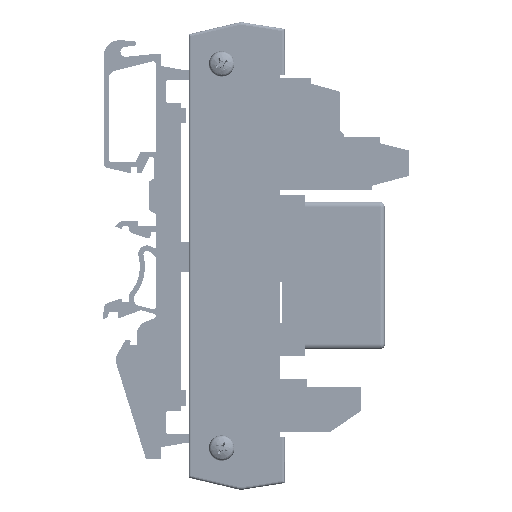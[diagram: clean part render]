
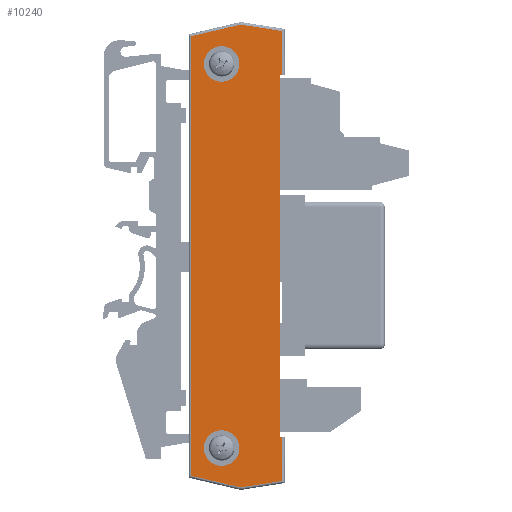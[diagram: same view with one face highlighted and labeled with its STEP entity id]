
A CAD part, left-side view. The second image highlights one B-rep face of the part: STEP entity #10240.
In plain terms, the highlighted face is planar.
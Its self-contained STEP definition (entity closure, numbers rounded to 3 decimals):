
#9779=CARTESIAN_POINT('',(-16.628,6.238,5.0));
#9780=VERTEX_POINT('',#9779);
#9787=CARTESIAN_POINT('',(54.672,6.238,5.0));
#9788=VERTEX_POINT('',#9787);
#9789=CARTESIAN_POINT('',(54.672,6.238,5.0));
#9790=DIRECTION('',(-1.0,0.0,0.0));
#9791=VECTOR('',#9790,71.3);
#9792=LINE('',#9789,#9791);
#9793=EDGE_CURVE('',#9788,#9780,#9792,.T.);
#10036=CARTESIAN_POINT('',(60.272,-5.162,5.0));
#10037=VERTEX_POINT('',#10036);
#10038=CARTESIAN_POINT('',(56.772,-5.162,5.0));
#10039=DIRECTION('',(0.0,0.0,-1.0));
#10040=DIRECTION('',(-1.0,0.0,0.0));
#10041=AXIS2_PLACEMENT_3D('',#10038,#10039,#10040);
#10042=CIRCLE('',#10041,3.5);
#10043=EDGE_CURVE('',#10037,#10037,#10042,.T.);
#10076=CARTESIAN_POINT('',(-15.228,-5.162,5.0));
#10077=VERTEX_POINT('',#10076);
#10078=CARTESIAN_POINT('',(-18.728,-5.162,5.0));
#10079=DIRECTION('',(0.0,0.0,-1.0));
#10080=DIRECTION('',(-1.0,0.0,0.0));
#10081=AXIS2_PLACEMENT_3D('',#10078,#10079,#10080);
#10082=CIRCLE('',#10081,3.5);
#10083=EDGE_CURVE('',#10077,#10077,#10082,.T.);
#10117=CARTESIAN_POINT('',(54.672,6.738,5.0));
#10118=VERTEX_POINT('',#10117);
#10119=CARTESIAN_POINT('',(54.672,6.738,5.0));
#10120=DIRECTION('',(0.0,-1.0,0.0));
#10121=VECTOR('',#10120,0.5);
#10122=LINE('',#10119,#10121);
#10123=EDGE_CURVE('',#10118,#9788,#10122,.T.);
#10148=CARTESIAN_POINT('',(-16.628,6.738,5.0));
#10149=VERTEX_POINT('',#10148);
#10157=CARTESIAN_POINT('',(-16.628,6.238,5.0));
#10158=DIRECTION('',(0.0,1.0,0.0));
#10159=VECTOR('',#10158,0.5);
#10160=LINE('',#10157,#10159);
#10161=EDGE_CURVE('',#9780,#10149,#10160,.T.);
#10170=CARTESIAN_POINT('',(19.022,-2.126,5.0));
#10171=DIRECTION('',(0.0,0.0,1.0));
#10172=DIRECTION('',(1.0,0.0,0.0));
#10173=AXIS2_PLACEMENT_3D('',#10170,#10171,#10172);
#10174=PLANE('',#10173);
#10175=ORIENTED_EDGE('',*,*,#10123,.T.);
#10176=ORIENTED_EDGE('',*,*,#9793,.T.);
#10177=ORIENTED_EDGE('',*,*,#10161,.T.);
#10178=CARTESIAN_POINT('',(-25.176,6.738,5.0));
#10179=VERTEX_POINT('',#10178);
#10180=CARTESIAN_POINT('',(-25.176,6.738,5.0));
#10181=DIRECTION('',(1.0,0.0,0.0));
#10182=VECTOR('',#10181,8.548);
#10183=LINE('',#10180,#10182);
#10184=EDGE_CURVE('',#10179,#10149,#10183,.T.);
#10185=ORIENTED_EDGE('',*,*,#10184,.F.);
#10186=CARTESIAN_POINT('',(-26.459,-1.405,5.0));
#10187=VERTEX_POINT('',#10186);
#10188=CARTESIAN_POINT('',(-26.459,-1.405,5.0));
#10189=DIRECTION('',(0.156,0.988,0.0));
#10190=VECTOR('',#10189,8.244);
#10191=LINE('',#10188,#10190);
#10192=EDGE_CURVE('',#10187,#10179,#10191,.T.);
#10193=ORIENTED_EDGE('',*,*,#10192,.F.);
#10194=CARTESIAN_POINT('',(-24.157,-11.162,5.0));
#10195=VERTEX_POINT('',#10194);
#10196=CARTESIAN_POINT('',(-24.157,-11.162,5.0));
#10197=DIRECTION('',(-0.23,0.973,0.0));
#10198=VECTOR('',#10197,10.024);
#10199=LINE('',#10196,#10198);
#10200=EDGE_CURVE('',#10195,#10187,#10199,.T.);
#10201=ORIENTED_EDGE('',*,*,#10200,.F.);
#10202=CARTESIAN_POINT('',(62.201,-11.162,5.0));
#10203=VERTEX_POINT('',#10202);
#10204=CARTESIAN_POINT('',(62.201,-11.162,5.0));
#10205=DIRECTION('',(-1.0,0.0,0.0));
#10206=VECTOR('',#10205,86.358);
#10207=LINE('',#10204,#10206);
#10208=EDGE_CURVE('',#10203,#10195,#10207,.T.);
#10209=ORIENTED_EDGE('',*,*,#10208,.F.);
#10210=CARTESIAN_POINT('',(64.503,-1.405,5.0));
#10211=VERTEX_POINT('',#10210);
#10212=CARTESIAN_POINT('',(64.503,-1.405,5.0));
#10213=DIRECTION('',(-0.23,-0.973,0.0));
#10214=VECTOR('',#10213,10.024);
#10215=LINE('',#10212,#10214);
#10216=EDGE_CURVE('',#10211,#10203,#10215,.T.);
#10217=ORIENTED_EDGE('',*,*,#10216,.F.);
#10218=CARTESIAN_POINT('',(63.22,6.738,5.0));
#10219=VERTEX_POINT('',#10218);
#10220=CARTESIAN_POINT('',(63.22,6.738,5.0));
#10221=DIRECTION('',(0.156,-0.988,0.0));
#10222=VECTOR('',#10221,8.244);
#10223=LINE('',#10220,#10222);
#10224=EDGE_CURVE('',#10219,#10211,#10223,.T.);
#10225=ORIENTED_EDGE('',*,*,#10224,.F.);
#10226=CARTESIAN_POINT('',(54.672,6.738,5.0));
#10227=DIRECTION('',(1.0,0.0,0.0));
#10228=VECTOR('',#10227,8.548);
#10229=LINE('',#10226,#10228);
#10230=EDGE_CURVE('',#10118,#10219,#10229,.T.);
#10231=ORIENTED_EDGE('',*,*,#10230,.F.);
#10232=EDGE_LOOP('',(#10175,#10176,#10177,#10185,#10193,#10201,#10209,#10217,#10225,#10231));
#10233=FACE_OUTER_BOUND('',#10232,.T.);
#10234=ORIENTED_EDGE('',*,*,#10043,.T.);
#10235=EDGE_LOOP('',(#10234));
#10236=FACE_BOUND('',#10235,.T.);
#10237=ORIENTED_EDGE('',*,*,#10083,.T.);
#10238=EDGE_LOOP('',(#10237));
#10239=FACE_BOUND('',#10238,.T.);
#10240=ADVANCED_FACE('',(#10233,#10236,#10239),#10174,.T.);
